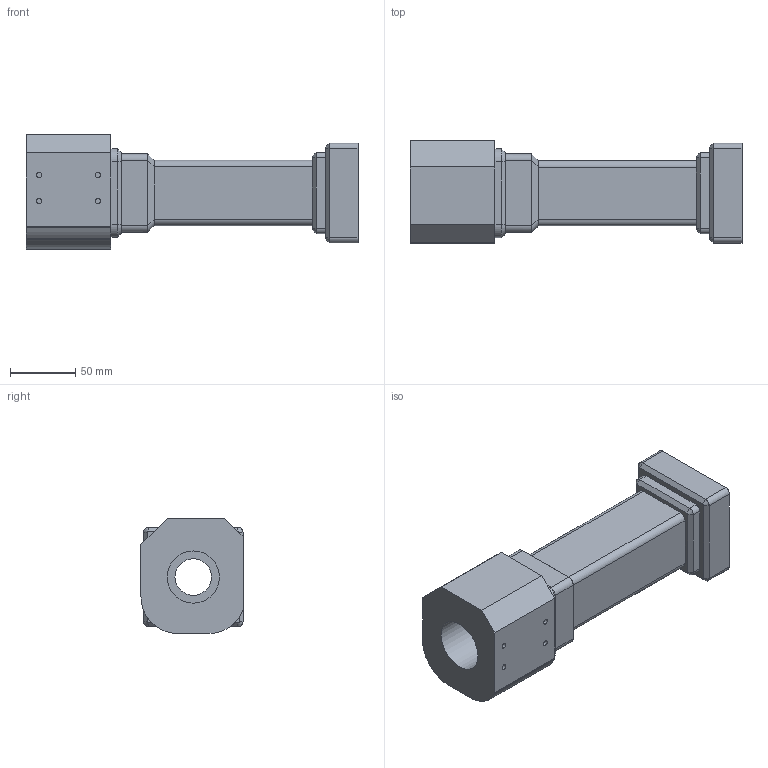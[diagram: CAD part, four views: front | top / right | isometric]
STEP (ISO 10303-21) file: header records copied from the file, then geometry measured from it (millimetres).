
FILE_DESCRIPTION(/* description */ ('STEP AP214'),/* implementation_level */ '2;1');
FILE_NAME(/* name */ '6570e86048fc2760bbd3afdb',/* time_stamp */ '2023-12-06T21:32:16Z',/* author */ (''),/* organization */ (''),/* preprocessor_version */ 'ST-DEVELOPER v19.4',/* originating_system */ ' ',/* authorisation */ ' ');
FILE_SCHEMA (('AUTOMOTIVE_DESIGN {1 0 10303 214 3 1 1}'));
Length unit declared in the file: metre
Products named in the file (1): Link2
Bounding box: 254 x 78.1 x 88 mm (x, y, z)
Volume: 705449.6 mm3; surface area: 108380.3 mm2
Topology: 1 solids, 1 shells, 121 faces, 277 edges, 175 vertices
Faces by surface type: plane 65, cylinder 43, cone 12, bspline 1
Full cylindrical faces by diameter (mm): 3.7 x4, 4.05 x8, 28 x1, 40 x1
Entity records: 3358 total; most frequent: CARTESIAN_POINT 597, DIRECTION 592, ORIENTED_EDGE 520, EDGE_CURVE 260, AXIS2_PLACEMENT_3D 219, VERTEX_POINT 172, LINE 154, VECTOR 154
